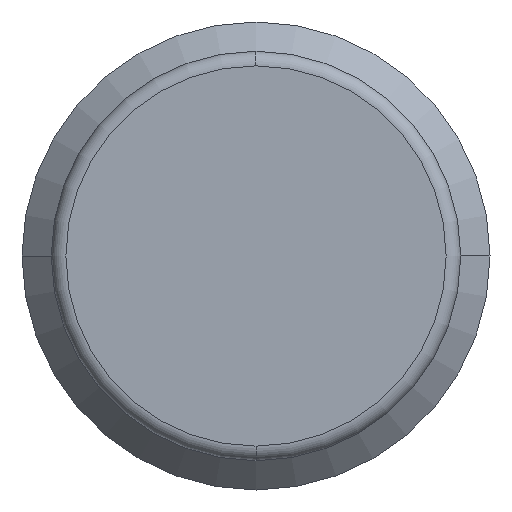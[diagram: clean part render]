
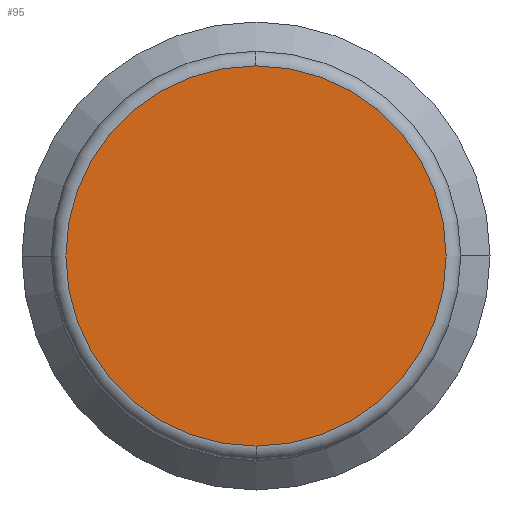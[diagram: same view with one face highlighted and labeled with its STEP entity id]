
A CAD part, front view. The second image highlights one B-rep face of the part: STEP entity #95.
In plain terms, the highlighted planar face has unit normal (0, -1, 0).
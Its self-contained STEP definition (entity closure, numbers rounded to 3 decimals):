
#95=ADVANCED_FACE('',(#143),#144,.T.);
#143=FACE_OUTER_BOUND('',#196,.T.);
#144=PLANE('',#197);
#196=EDGE_LOOP('',(#351,#352));
#197=AXIS2_PLACEMENT_3D('',#353,#354,#355);
#351=ORIENTED_EDGE('',*,*,#417,.F.);
#352=ORIENTED_EDGE('',*,*,#444,.F.);
#353=CARTESIAN_POINT('',(-1.625,-38.0,0.0));
#354=DIRECTION('',(0.0,-1.0,0.0));
#355=DIRECTION('',(1.0,0.0,0.0));
#417=EDGE_CURVE('',#486,#488,#489,.T.);
#444=EDGE_CURVE('',#488,#486,#529,.T.);
#486=VERTEX_POINT('',#577);
#488=VERTEX_POINT('',#580);
#489=CIRCLE('',#581,3.25);
#529=CIRCLE('',#666,3.25);
#577=CARTESIAN_POINT('',(-3.25,-38.0,0.0));
#580=CARTESIAN_POINT('',(3.25,-38.0,0.));
#581=AXIS2_PLACEMENT_3D('',#725,#726,#727);
#666=AXIS2_PLACEMENT_3D('',#778,#779,#780);
#725=CARTESIAN_POINT('',(0.0,-38.0,0.0));
#726=DIRECTION('',(0.0,1.0,0.0));
#727=DIRECTION('',(-1.0,0.0,0.0));
#778=CARTESIAN_POINT('',(0.0,-38.0,0.0));
#779=DIRECTION('',(0.0,1.0,0.0));
#780=DIRECTION('',(-1.0,0.0,0.0));
